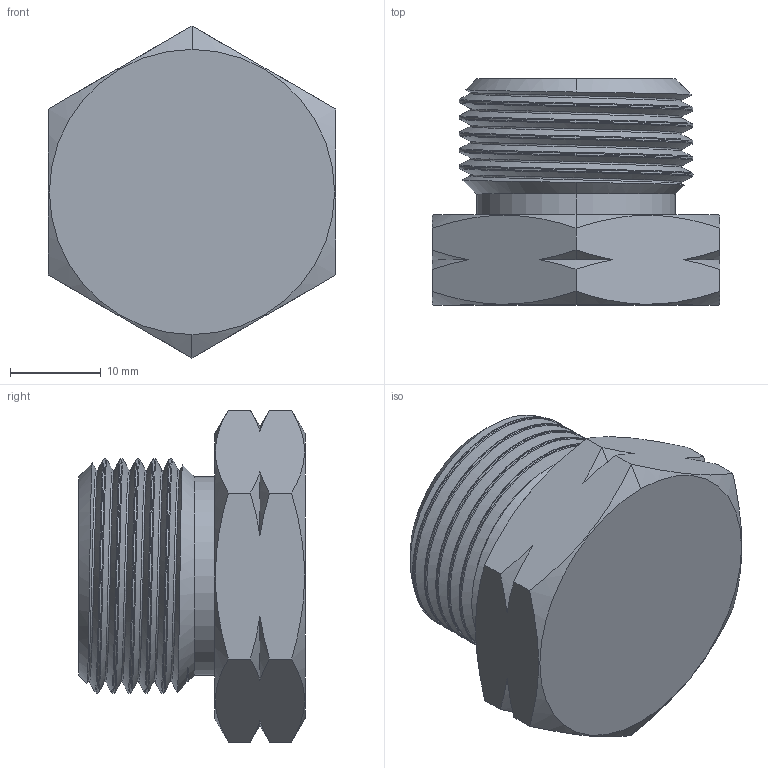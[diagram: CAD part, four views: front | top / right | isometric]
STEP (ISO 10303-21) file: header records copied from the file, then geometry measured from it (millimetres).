
FILE_DESCRIPTION (( 'STEP AP203' ), '1' );
FILE_NAME ('AD-JIS26LSS-BL.STEP', '2025-10-23T14:17:44', ( '' ), ( '' ), 'SwSTEP 2.0', 'SolidWorks 2018', '' );
FILE_SCHEMA (( 'CONFIG_CONTROL_DESIGN' ));
Length unit declared in the file: inch
Products named in the file (1): AD-JIS26LSS-BL
Bounding box: 31.75 x 24.99 x 36.66 mm (x, y, z)
Volume: 13933.2 mm3; surface area: 5153.4 mm2
Topology: 1 solids, 1 shells, 185 faces, 490 edges, 323 vertices
Faces by surface type: plane 79, bspline 63, cone 28, cylinder 15
Entity records: 12341 total; most frequent: CARTESIAN_POINT 8241, ORIENTED_EDGE 980, DIRECTION 573, EDGE_CURVE 490, VERTEX_POINT 323, LINE 265, VECTOR 265, EDGE_LOOP 201
